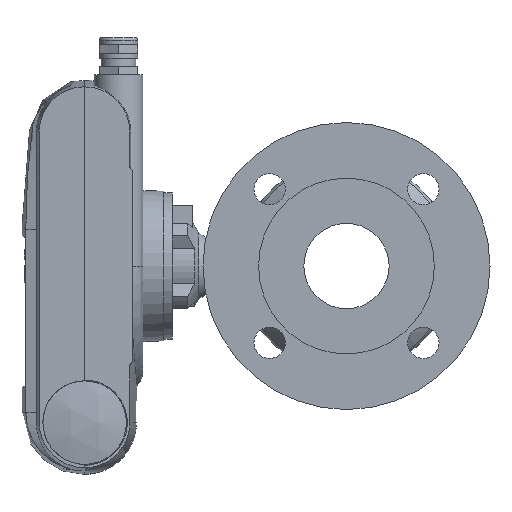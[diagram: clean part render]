
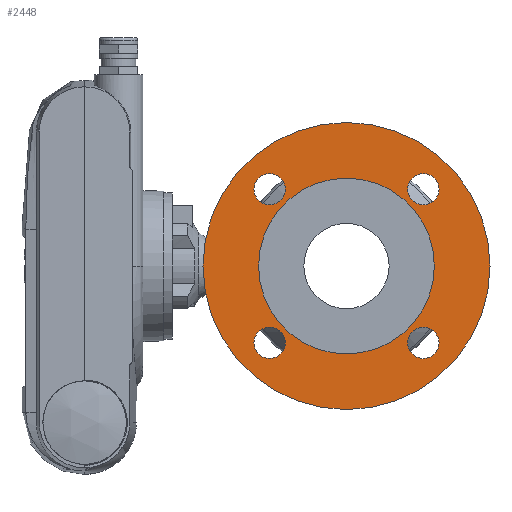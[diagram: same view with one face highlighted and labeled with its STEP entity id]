
A CAD part, left-side view. The second image highlights one B-rep face of the part: STEP entity #2448.
In plain terms, the highlighted planar face has unit normal (-1, 0, 0).
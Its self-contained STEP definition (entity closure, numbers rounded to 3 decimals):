
#802 = CARTESIAN_POINT ( 'NONE',  ( -89.805, -93.517, -10.543 ) ) ;
#806 = DIRECTION ( 'NONE',  ( 1., 0., 0. ) ) ;
#807 = DIRECTION ( 'NONE',  ( 0., 0., -1. ) ) ;
#1566 = CIRCLE ( 'NONE', #9135, 82.5 ) ;
#1598 = CIRCLE ( 'NONE', #9138, 9. ) ;
#1626 = CIRCLE ( 'NONE', #9152, 9. ) ;
#1660 = CIRCLE ( 'NONE', #9155, 9. ) ;
#1680 = CIRCLE ( 'NONE', #9165, 9. ) ;
#2448 = ADVANCED_FACE ( 'NONE', ( #4501, #4507, #4509, #4511, #4505, #4499 ), #6200, .T. ) ;
#3495 = EDGE_LOOP ( 'NONE', ( #8409 ) ) ;
#3496 = EDGE_LOOP ( 'NONE', ( #8408 ) ) ;
#3497 = EDGE_LOOP ( 'NONE', ( #8407 ) ) ;
#3498 = EDGE_LOOP ( 'NONE', ( #8406 ) ) ;
#3499 = EDGE_LOOP ( 'NONE', ( #8405 ) ) ;
#3508 = EDGE_LOOP ( 'NONE', ( #8404 ) ) ;
#4499 = FACE_BOUND ( 'NONE', #3495, .T. ) ;
#4501 = FACE_BOUND ( 'NONE', #3508, .T. ) ;
#4505 = FACE_OUTER_BOUND ( 'NONE', #3496, .T. ) ;
#4507 = FACE_BOUND ( 'NONE', #3499, .T. ) ;
#4509 = FACE_BOUND ( 'NONE', #3498, .T. ) ;
#4511 = FACE_BOUND ( 'NONE', #3497, .T. ) ;
#6187 = CARTESIAN_POINT ( 'NONE',  ( -89.805, -93.517, -10.543 ) ) ;
#6200 = PLANE ( 'NONE',  #15019 ) ;
#6203 = DIRECTION ( 'NONE',  ( -1., 0., 0. ) ) ;
#6204 = DIRECTION ( 'NONE',  ( 0., 0., -1. ) ) ;
#8404 = ORIENTED_EDGE ( 'NONE', *, *, #14541, .F. ) ;
#8405 = ORIENTED_EDGE ( 'NONE', *, *, #14562, .F. ) ;
#8406 = ORIENTED_EDGE ( 'NONE', *, *, #14586, .F. ) ;
#8407 = ORIENTED_EDGE ( 'NONE', *, *, #14599, .F. ) ;
#8408 = ORIENTED_EDGE ( 'NONE', *, *, #14515, .F. ) ;
#8409 = ORIENTED_EDGE ( 'NONE', *, *, #14211, .T. ) ;
#9043 = AXIS2_PLACEMENT_3D ( 'NONE', #802, #806, #807 ) ;
#9135 = AXIS2_PLACEMENT_3D ( 'NONE', #16229, #16230, #16231 ) ;
#9138 = AXIS2_PLACEMENT_3D ( 'NONE', #16303, #16311, #16312 ) ;
#9152 = AXIS2_PLACEMENT_3D ( 'NONE', #16392, #16395, #16396 ) ;
#9155 = AXIS2_PLACEMENT_3D ( 'NONE', #16538, #16555, #16556 ) ;
#9165 = AXIS2_PLACEMENT_3D ( 'NONE', #16582, #16588, #16589 ) ;
#10803 = CIRCLE ( 'NONE', #9043, 50.5 ) ;
#12442 = VERTEX_POINT ( 'NONE', #12443 ) ;
#12443 = CARTESIAN_POINT ( 'NONE',  ( -89.805, -93.517, -61.043 ) ) ;
#12492 = VERTEX_POINT ( 'NONE', #12493 ) ;
#12493 = CARTESIAN_POINT ( 'NONE',  ( -89.805, -93.517, -93.043 ) ) ;
#12500 = VERTEX_POINT ( 'NONE', #12501 ) ;
#12501 = CARTESIAN_POINT ( 'NONE',  ( -89.805, -49.323, 42.651 ) ) ;
#12510 = VERTEX_POINT ( 'NONE', #12511 ) ;
#12511 = CARTESIAN_POINT ( 'NONE',  ( -89.805, -137.711, 42.651 ) ) ;
#12514 = VERTEX_POINT ( 'NONE', #12515 ) ;
#12515 = CARTESIAN_POINT ( 'NONE',  ( -89.805, -137.711, -45.737 ) ) ;
#12520 = VERTEX_POINT ( 'NONE', #12521 ) ;
#12521 = CARTESIAN_POINT ( 'NONE',  ( -89.805, -49.323, -45.737 ) ) ;
#14211 = EDGE_CURVE ( 'NONE', #12442, #12442, #10803, .T. ) ;
#14515 = EDGE_CURVE ( 'NONE', #12492, #12492, #1566, .T. ) ;
#14541 = EDGE_CURVE ( 'NONE', #12500, #12500, #1598, .T. ) ;
#14562 = EDGE_CURVE ( 'NONE', #12510, #12510, #1626, .T. ) ;
#14586 = EDGE_CURVE ( 'NONE', #12514, #12514, #1660, .T. ) ;
#14599 = EDGE_CURVE ( 'NONE', #12520, #12520, #1680, .T. ) ;
#15019 = AXIS2_PLACEMENT_3D ( 'NONE', #6187, #6203, #6204 ) ;
#16229 = CARTESIAN_POINT ( 'NONE',  ( -89.805, -93.517, -10.543 ) ) ;
#16230 = DIRECTION ( 'NONE',  ( 1., 0., 0. ) ) ;
#16231 = DIRECTION ( 'NONE',  ( 0., 0., -1. ) ) ;
#16303 = CARTESIAN_POINT ( 'NONE',  ( -89.805, -49.323, 33.651 ) ) ;
#16311 = DIRECTION ( 'NONE',  ( -1., 0., 0. ) ) ;
#16312 = DIRECTION ( 'NONE',  ( 0., 0., 1. ) ) ;
#16392 = CARTESIAN_POINT ( 'NONE',  ( -89.805, -137.711, 33.651 ) ) ;
#16395 = DIRECTION ( 'NONE',  ( -1., 0., 0. ) ) ;
#16396 = DIRECTION ( 'NONE',  ( 0., 0., 1. ) ) ;
#16538 = CARTESIAN_POINT ( 'NONE',  ( -89.805, -137.711, -54.737 ) ) ;
#16555 = DIRECTION ( 'NONE',  ( -1., 0., 0. ) ) ;
#16556 = DIRECTION ( 'NONE',  ( 0., 0., 1. ) ) ;
#16582 = CARTESIAN_POINT ( 'NONE',  ( -89.805, -49.323, -54.737 ) ) ;
#16588 = DIRECTION ( 'NONE',  ( -1., 0., 0. ) ) ;
#16589 = DIRECTION ( 'NONE',  ( 0., 0., 1. ) ) ;
